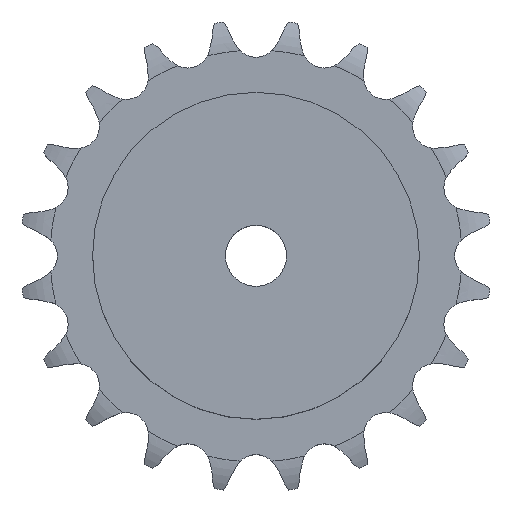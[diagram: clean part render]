
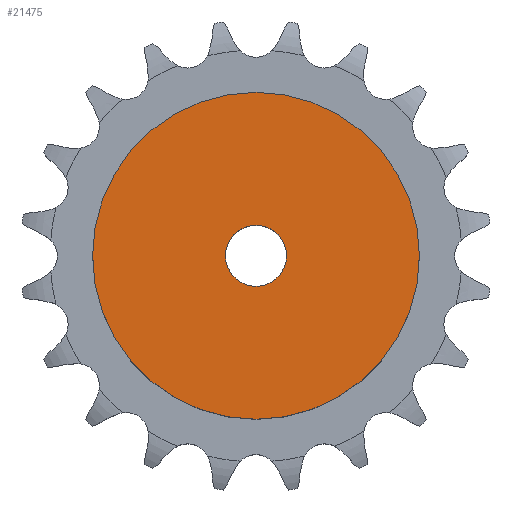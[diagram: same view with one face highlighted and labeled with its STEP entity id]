
A CAD part, top view. The second image highlights one B-rep face of the part: STEP entity #21475.
In plain terms, the highlighted planar face has unit normal (0, 0, 1).
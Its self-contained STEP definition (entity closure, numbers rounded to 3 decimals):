
#2877 = CYLINDRICAL_SURFACE('',#2878,37.5);
#2878 = AXIS2_PLACEMENT_3D('',#2879,#2880,#2881);
#2879 = CARTESIAN_POINT('',(0.,0.,0.));
#2880 = DIRECTION('',(-0.,-0.,-1.));
#2881 = DIRECTION('',(1.,0.,0.));
#13598 = VERTEX_POINT('',#13599);
#13599 = CARTESIAN_POINT('',(37.5,0.,30.));
#13620 = EDGE_CURVE('',#13598,#13598,#13621,.T.);
#13621 = SURFACE_CURVE('',#13622,(#13627,#13634),.PCURVE_S1.);
#13622 = CIRCLE('',#13623,37.5);
#13623 = AXIS2_PLACEMENT_3D('',#13624,#13625,#13626);
#13624 = CARTESIAN_POINT('',(0.,0.,30.));
#13625 = DIRECTION('',(0.,0.,1.));
#13626 = DIRECTION('',(1.,0.,0.));
#13627 = PCURVE('',#2877,#13628);
#13628 = DEFINITIONAL_REPRESENTATION('',(#13629),#13633);
#13629 = LINE('',#13630,#13631);
#13630 = CARTESIAN_POINT('',(-0.,-30.));
#13631 = VECTOR('',#13632,1.);
#13632 = DIRECTION('',(-1.,0.));
#13633 = ( GEOMETRIC_REPRESENTATION_CONTEXT(2) 
PARAMETRIC_REPRESENTATION_CONTEXT() REPRESENTATION_CONTEXT('2D SPACE',''
  ) );
#13634 = PCURVE('',#13635,#13640);
#13635 = PLANE('',#13636);
#13636 = AXIS2_PLACEMENT_3D('',#13637,#13638,#13639);
#13637 = CARTESIAN_POINT('',(0.,0.,30.)
  );
#13638 = DIRECTION('',(0.,0.,1.));
#13639 = DIRECTION('',(1.,0.,0.));
#13640 = DEFINITIONAL_REPRESENTATION('',(#13641),#13645);
#13641 = CIRCLE('',#13642,37.5);
#13642 = AXIS2_PLACEMENT_2D('',#13643,#13644);
#13643 = CARTESIAN_POINT('',(0.,0.));
#13644 = DIRECTION('',(1.,0.));
#13645 = ( GEOMETRIC_REPRESENTATION_CONTEXT(2) 
PARAMETRIC_REPRESENTATION_CONTEXT() REPRESENTATION_CONTEXT('2D SPACE',''
  ) );
#18253 = CYLINDRICAL_SURFACE('',#18254,7.);
#18254 = AXIS2_PLACEMENT_3D('',#18255,#18256,#18257);
#18255 = CARTESIAN_POINT('',(0.,0.,170.13));
#18256 = DIRECTION('',(0.,0.,1.));
#18257 = DIRECTION('',(1.,0.,0.));
#21475 = ADVANCED_FACE('',(#21476,#21479),#13635,.T.);
#21476 = FACE_BOUND('',#21477,.T.);
#21477 = EDGE_LOOP('',(#21478));
#21478 = ORIENTED_EDGE('',*,*,#13620,.T.);
#21479 = FACE_BOUND('',#21480,.T.);
#21480 = EDGE_LOOP('',(#21481));
#21481 = ORIENTED_EDGE('',*,*,#21482,.F.);
#21482 = EDGE_CURVE('',#21483,#21483,#21485,.T.);
#21483 = VERTEX_POINT('',#21484);
#21484 = CARTESIAN_POINT('',(7.,0.,30.));
#21485 = SURFACE_CURVE('',#21486,(#21491,#21498),.PCURVE_S1.);
#21486 = CIRCLE('',#21487,7.);
#21487 = AXIS2_PLACEMENT_3D('',#21488,#21489,#21490);
#21488 = CARTESIAN_POINT('',(0.,0.,30.));
#21489 = DIRECTION('',(0.,0.,1.));
#21490 = DIRECTION('',(1.,0.,0.));
#21491 = PCURVE('',#13635,#21492);
#21492 = DEFINITIONAL_REPRESENTATION('',(#21493),#21497);
#21493 = CIRCLE('',#21494,7.);
#21494 = AXIS2_PLACEMENT_2D('',#21495,#21496);
#21495 = CARTESIAN_POINT('',(0.,0.));
#21496 = DIRECTION('',(1.,0.));
#21497 = ( GEOMETRIC_REPRESENTATION_CONTEXT(2) 
PARAMETRIC_REPRESENTATION_CONTEXT() REPRESENTATION_CONTEXT('2D SPACE',''
  ) );
#21498 = PCURVE('',#18253,#21499);
#21499 = DEFINITIONAL_REPRESENTATION('',(#21500),#21504);
#21500 = LINE('',#21501,#21502);
#21501 = CARTESIAN_POINT('',(0.,-140.13));
#21502 = VECTOR('',#21503,1.);
#21503 = DIRECTION('',(1.,0.));
#21504 = ( GEOMETRIC_REPRESENTATION_CONTEXT(2) 
PARAMETRIC_REPRESENTATION_CONTEXT() REPRESENTATION_CONTEXT('2D SPACE',''
  ) );
